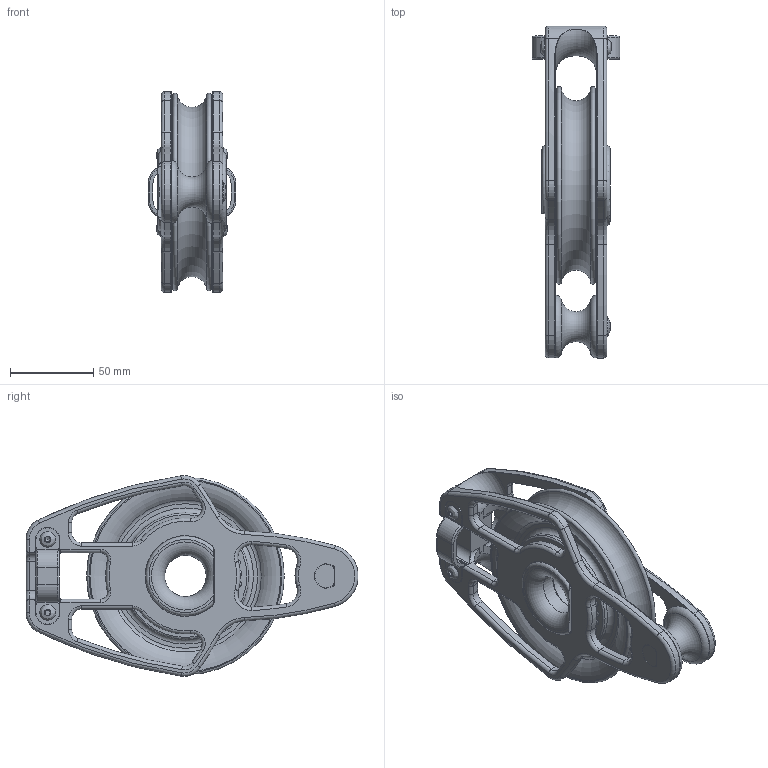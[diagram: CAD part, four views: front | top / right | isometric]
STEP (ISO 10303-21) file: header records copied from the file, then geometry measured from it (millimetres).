
FILE_DESCRIPTION(/* description */ (''),/* implementation_level */ '2;1');
FILE_NAME(/* name */ 'LL1121.stp',/* time_stamp */ '2020-05-13T18:28:42+02:00',/* author */ ('carmine'),/* organization */ (''),/* preprocessor_version */ 'ST-DEVELOPER v18.1',/* originating_system */ 'Autodesk Inventor 2021',/* authorisation */ '');
FILE_SCHEMA (('AUTOMOTIVE_DESIGN { 1 0 10303 214 3 1 1 }'));
Length unit declared in the file: millimetre
Products named in the file (1): 18042004
Bounding box: 53 x 199.93 x 120.96 mm (x, y, z)
Volume: 318618.6 mm3; surface area: 101068.3 mm2
Topology: 1 solids, 1 shells, 610 faces, 1625 edges, 1034 vertices
Faces by surface type: cylinder 203, torus 177, plane 120, sphere 63, bspline 24, cone 23
Full cylindrical faces by diameter (mm): 3 x2, 5 x1, 9 x1, 9.2 x1, 12 x1, 13.2 x1, 14.2 x1, 25 x2, 27.5 x1, 29.5 x1, 34 x1, 39.8 x1, 40 x1, 48 x1, 48.2 x1, 50 x2, 76 x2
Entity records: 20203 total; most frequent: CARTESIAN_POINT 4622, DIRECTION 3602, ORIENTED_EDGE 3152, AXIS2_PLACEMENT_3D 1580, EDGE_CURVE 1576, VERTEX_POINT 1034, CIRCLE 977, EDGE_LOOP 710
